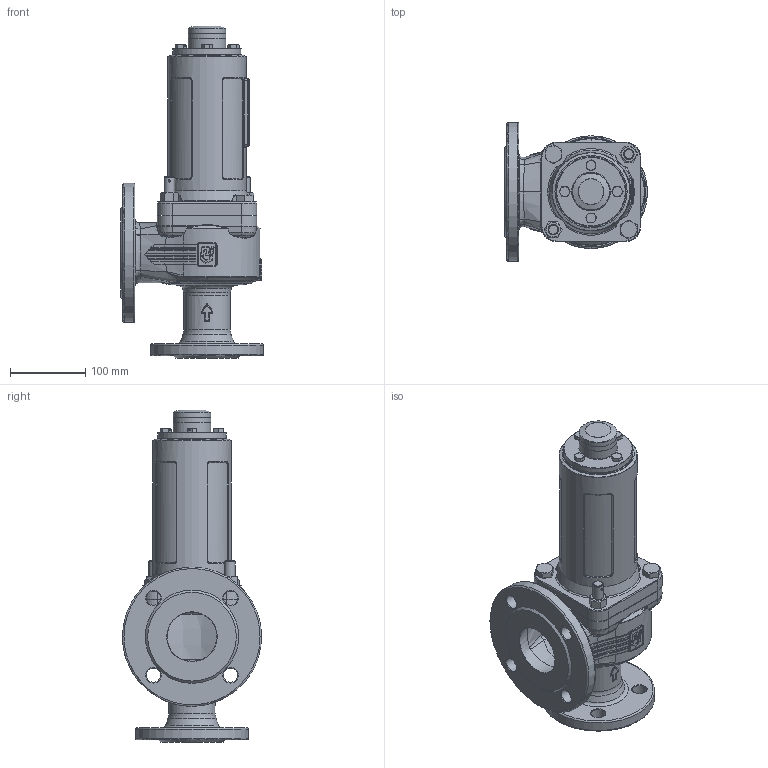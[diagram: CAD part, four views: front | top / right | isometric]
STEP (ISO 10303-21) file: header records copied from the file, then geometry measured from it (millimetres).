
FILE_DESCRIPTION(('HOOPS Exchange Step'),'2;1');
FILE_NAME('SF0600_DN40_40-65.stp','2025-06-27T13:16:42+02:00',('nieru'),('Unknown organisation'),'HOOPS Exchange 2024.2','HOOPS Exchange','Unknown authorisation');
FILE_SCHEMA( ('AP203_CONFIGURATION_CONTROLLED_3D_DESIGN_OF_MECHANICAL_PARTS_AND_ASSEMBLIES_MIM_LF') );
Length unit declared in the file: millimetre
Products named in the file (2): 0; root
Assembly tree (1 placements, depth 2):
  root
    0
Bounding box: 190 x 185 x 441.5 mm (x, y, z)
Volume: 3399650.6 mm3; surface area: 396785.1 mm2
Topology: 15 solids, 15 shells, 1383 faces, 3377 edges, 2023 vertices
Faces by surface type: bspline 564, cylinder 295, plane 277, torus 140, cone 106, sphere 1
Full cylindrical faces by diameter (mm): 2 x2, 3 x1, 11.6 x4, 11.835 x2, 14 x2, 19 x8, 20.5 x2, 36.5 x1, 42 x1, 47.8 x1, 50 x3, 62 x1, 72.05 x1, 92 x1, 104 x1, 104.865 x1, 116 x1, 150 x1, 185 x1
Entity records: 98642 total; most frequent: CARTESIAN_POINT 70656, ORIENTED_EDGE 6644, DIRECTION 4452, EDGE_CURVE 3322, VERTEX_POINT 2023, AXIS2_PLACEMENT_3D 1807, B_SPLINE_CURVE_WITH_KNOTS 1475, EDGE_LOOP 1467
